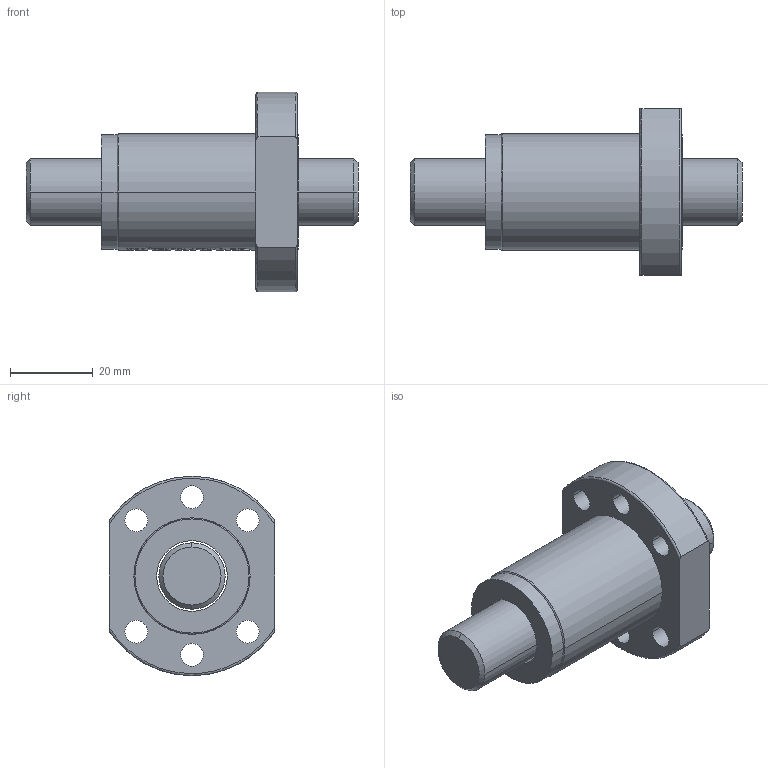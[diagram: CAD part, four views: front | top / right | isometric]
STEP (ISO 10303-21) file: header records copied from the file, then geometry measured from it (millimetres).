
FILE_DESCRIPTION (( 'STEP AP203' ), '1' );
FILE_NAME ('SFS01610.STEP', '2019-04-04T05:58:24', ( '' ), ( '' ), 'SwSTEP 2.0', 'SolidWorks 2015', '' );
FILE_SCHEMA (( 'CONFIG_CONTROL_DESIGN' ));
Length unit declared in the file: millimetre
Products named in the file (1): SFS01610
Bounding box: 80 x 40 x 48 mm (x, y, z)
Volume: 43397.4 mm3; surface area: 17515 mm2
Topology: 4 solids, 4 shells, 682 faces, 1907 edges, 1270 vertices
Faces by surface type: plane 607, cylinder 44, bspline 27, cone 4
Entity records: 23671 total; most frequent: CARTESIAN_POINT 7530, ORIENTED_EDGE 3814, DIRECTION 2775, EDGE_CURVE 1907, VECTOR 1279, LINE 1279, VERTEX_POINT 1270, AXIS2_PLACEMENT_3D 748
